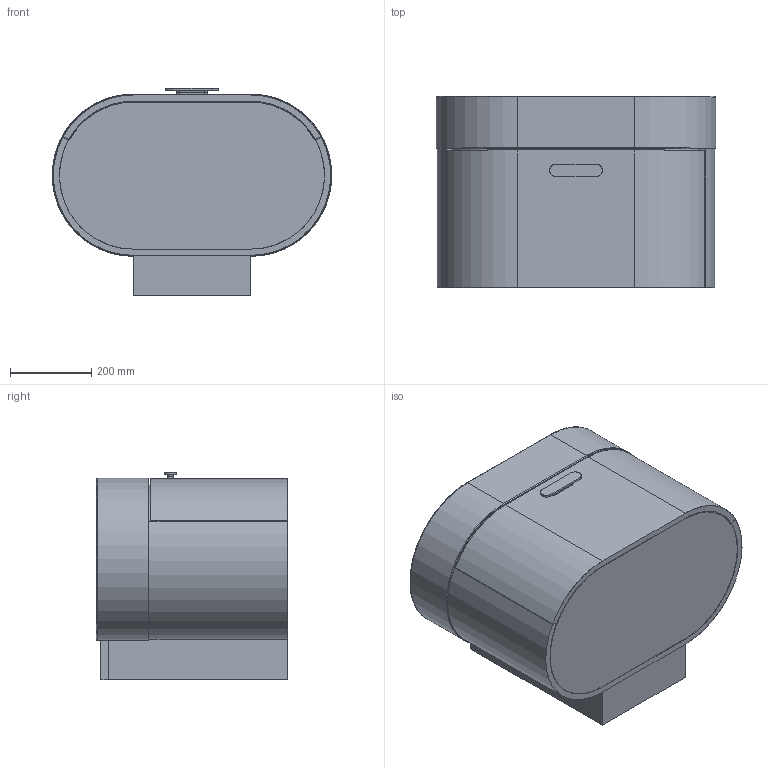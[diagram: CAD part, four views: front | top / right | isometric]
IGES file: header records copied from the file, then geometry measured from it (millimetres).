
Start section: SolidWorks IGES file using analytic representation for surfaces
Global section: file name: Bilbao_848070.IGS; native system: SolidWorks 2021; preprocessor: SolidWorks 2021; author: M.Poidinger; date: 220315.150448; units: millimetre
Bounding box: 690 x 472.5 x 513 mm (x, y, z)
Surface area: 4184626.7 mm2 (no closed solid volume)
Topology: 0 solids, 0 shells, 218 faces, 2609 edges, 2609 vertices
Faces by surface type: bspline 155, revolution 63
